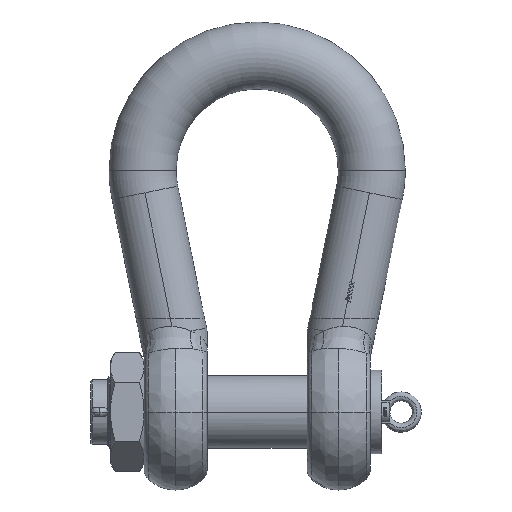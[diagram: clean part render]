
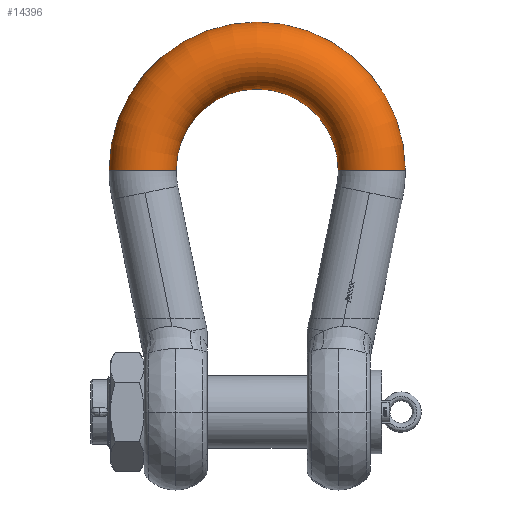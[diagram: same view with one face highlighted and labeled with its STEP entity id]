
A CAD part, front view. The second image highlights one B-rep face of the part: STEP entity #14396.
In plain terms, the highlighted toroidal (fillet/blend) face has major radius 205 mm and minor radius 59.995 mm.
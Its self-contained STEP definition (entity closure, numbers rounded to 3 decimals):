
#14349=AXIS2_PLACEMENT_3D('Circle Axis2P3D',#14347,#14348,$) ;
#14356=AXIS2_PLACEMENT_3D('Circle Axis2P3D',#14354,#14355,$) ;
#14383=AXIS2_PLACEMENT_3D('Torus Axis2P3D',#14380,#14381,#14382) ;
#14387=AXIS2_PLACEMENT_3D('Circle Axis2P3D',#14385,#14386,$) ;
#12259=CARTESIAN_POINT('Vertex',(-145.005,433.,0.)) ;
#12261=CARTESIAN_POINT('Vertex',(-264.995,433.,0.)) ;
#12265=CARTESIAN_POINT('Control Point',(-264.995,433.,0.)) ;
#12266=CARTESIAN_POINT('Control Point',(-264.995,433.,-5.692)) ;
#12267=CARTESIAN_POINT('Control Point',(-264.32,433.,-11.384)) ;
#12268=CARTESIAN_POINT('Control Point',(-262.97,433.,-16.969)) ;
#12269=CARTESIAN_POINT('Control Point',(-258.971,433.,-27.712)) ;
#12270=CARTESIAN_POINT('Control Point',(-252.57,433.,-37.222)) ;
#12271=CARTESIAN_POINT('Control Point',(-248.818,433.,-41.574)) ;
#12272=CARTESIAN_POINT('Control Point',(-240.354,433.,-49.305)) ;
#12273=CARTESIAN_POINT('Control Point',(-230.316,433.,-54.841)) ;
#12274=CARTESIAN_POINT('Control Point',(-224.99,433.,-56.999)) ;
#12275=CARTESIAN_POINT('Control Point',(-213.929,433.,-60.009)) ;
#12276=CARTESIAN_POINT('Control Point',(-202.471,433.,-60.349)) ;
#12277=CARTESIAN_POINT('Control Point',(-196.748,433.,-59.836)) ;
#12278=CARTESIAN_POINT('Control Point',(-185.533,433.,-57.462)) ;
#12279=CARTESIAN_POINT('Control Point',(-175.184,433.,-52.531)) ;
#12280=CARTESIAN_POINT('Control Point',(-170.327,433.,-49.46)) ;
#12281=CARTESIAN_POINT('Control Point',(-161.435,433.,-42.225)) ;
#12282=CARTESIAN_POINT('Control Point',(-154.482,433.,-33.111)) ;
#12283=CARTESIAN_POINT('Control Point',(-151.564,433.,-28.161)) ;
#12284=CARTESIAN_POINT('Control Point',(-147.827,433.,-19.644)) ;
#12285=CARTESIAN_POINT('Control Point',(-145.79,433.,-10.609)) ;
#12286=CARTESIAN_POINT('Control Point',(-145.267,433.,-7.09)) ;
#12287=CARTESIAN_POINT('Control Point',(-145.005,433.,-3.545)) ;
#12288=CARTESIAN_POINT('Control Point',(-145.005,433.,0.)) ;
#14347=CARTESIAN_POINT('Axis2P3D Location',(0.,433.,0.)) ;
#14351=CARTESIAN_POINT('Vertex',(264.995,433.,0.)) ;
#14354=CARTESIAN_POINT('Axis2P3D Location',(0.,433.,0.)) ;
#14358=CARTESIAN_POINT('Vertex',(145.005,433.,0.)) ;
#14380=CARTESIAN_POINT('Axis2P3D Location',(0.,433.,0.)) ;
#14385=CARTESIAN_POINT('Axis2P3D Location',(205.,433.,0.)) ;
#14348=DIRECTION('Axis2P3D Direction',(0.,0.,-1.)) ;
#14355=DIRECTION('Axis2P3D Direction',(0.,0.,-1.)) ;
#14381=DIRECTION('Axis2P3D Direction',(0.,0.,-1.)) ;
#14382=DIRECTION('Axis2P3D XDirection',(-1.,0.,0.)) ;
#14386=DIRECTION('Axis2P3D Direction',(0.,1.,0.)) ;
#14391=ORIENTED_EDGE('',*,*,#14360,.T.) ;
#14392=ORIENTED_EDGE('',*,*,#12289,.F.) ;
#14393=ORIENTED_EDGE('',*,*,#14353,.T.) ;
#14394=ORIENTED_EDGE('',*,*,#14389,.F.) ;
#14396=ADVANCED_FACE('',(#14395),#14384,.T.) ;
#12264=B_SPLINE_CURVE_WITH_KNOTS('',5,(#12265,#12266,#12267,#12268,#12269,#12270,#12271,#12272,#12273,#12274,#12275,#12276,#12277,#12278,#12279,#12280,#12281,#12282,#12283,#12284,#12285,#12286,#12287,#12288),.UNSPECIFIED.,.F.,.U.,(6,3,3,3,3,3,3,6),(0.,40.247,80.494,120.742,160.989,201.236,241.483,266.548),.UNSPECIFIED.) ;
#14350=CIRCLE('generated circle',#14349,264.995) ;
#14357=CIRCLE('generated circle',#14356,145.005) ;
#14388=CIRCLE('generated circle',#14387,59.995) ;
#14384=TOROIDAL_SURFACE('homeo Torus',#14383,205.,59.995) ;
#12289=EDGE_CURVE('',#12262,#12260,#12264,.T.) ;
#14353=EDGE_CURVE('',#12262,#14352,#14350,.T.) ;
#14360=EDGE_CURVE('',#14359,#12260,#14357,.F.) ;
#14389=EDGE_CURVE('',#14359,#14352,#14388,.F.) ;
#14390=EDGE_LOOP('',(#14391,#14392,#14393,#14394)) ;
#14395=FACE_OUTER_BOUND('',#14390,.T.) ;
#12260=VERTEX_POINT('',#12259) ;
#12262=VERTEX_POINT('',#12261) ;
#14352=VERTEX_POINT('',#14351) ;
#14359=VERTEX_POINT('',#14358) ;
